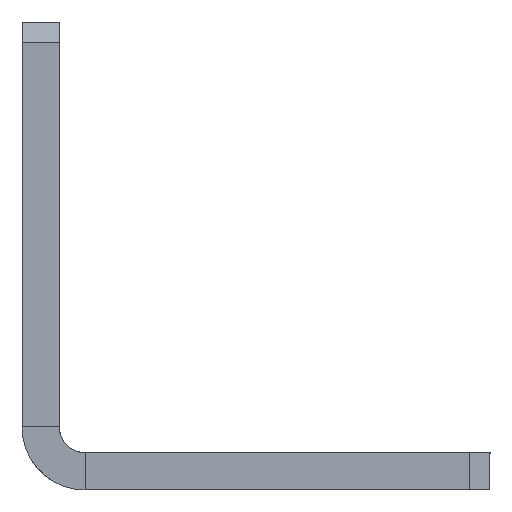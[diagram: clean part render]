
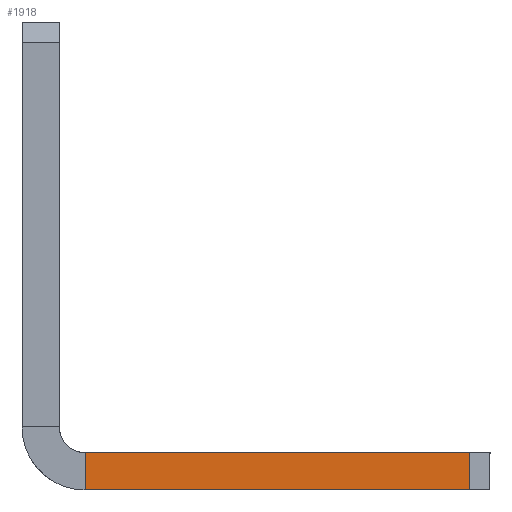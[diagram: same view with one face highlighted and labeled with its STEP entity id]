
A CAD part, left-side view. The second image highlights one B-rep face of the part: STEP entity #1918.
In plain terms, the highlighted planar face has unit normal (-1, 0, 0).
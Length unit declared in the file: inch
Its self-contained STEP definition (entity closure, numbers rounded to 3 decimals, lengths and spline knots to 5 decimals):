
#1682 = EDGE_CURVE ( 'NONE', #1683, #1701, #3264, .T. ) ;
#1683 = VERTEX_POINT ( 'NONE', #3260 ) ;
#1701 = VERTEX_POINT ( 'NONE', #3290 ) ;
#1916 = EDGE_LOOP ( 'NONE', ( #1919, #1920, #2314, #2296 ) ) ;
#1918 = ADVANCED_FACE ( 'NONE', ( #3311 ), #3309, .T. ) ;
#1919 = ORIENTED_EDGE ( 'NONE', *, *, #1682, .T. ) ;
#1920 = ORIENTED_EDGE ( 'NONE', *, *, #1921, .T. ) ;
#1921 = EDGE_CURVE ( 'NONE', #1701, #2065, #3310, .T. ) ;
#2061 = VERTEX_POINT ( 'NONE', #3630 ) ;
#2064 = EDGE_CURVE ( 'NONE', #2061, #2065, #3624, .T. ) ;
#2065 = VERTEX_POINT ( 'NONE', #3590 ) ;
#2296 = ORIENTED_EDGE ( 'NONE', *, *, #2297, .T. ) ;
#2297 = EDGE_CURVE ( 'NONE', #2061, #1683, #4345, .T. ) ;
#2314 = ORIENTED_EDGE ( 'NONE', *, *, #2064, .F. ) ;
#3260 = CARTESIAN_POINT ( 'NONE',  ( -3.75, -0.025, -0.2565 ) ) ;
#3261 = DIRECTION ( 'NONE',  ( 0., -1., 0. ) ) ;
#3262 = VECTOR ( 'NONE', #3261, 39.37008 ) ;
#3263 = CARTESIAN_POINT ( 'NONE',  ( -3.75, -0.416, -0.2565 ) ) ;
#3264 = LINE ( 'NONE', #3263, #3262 ) ;
#3290 = CARTESIAN_POINT ( 'NONE',  ( -3.75, -0.396, -0.2565 ) ) ;
#3302 = DIRECTION ( 'NONE',  ( 0., 0., 1. ) ) ;
#3303 = VECTOR ( 'NONE', #3302, 39.37008 ) ;
#3304 = CARTESIAN_POINT ( 'NONE',  ( -3.75, -0.396, -0.2565 ) ) ;
#3305 = DIRECTION ( 'NONE',  ( 0., 0., 1. ) ) ;
#3306 = DIRECTION ( 'NONE',  ( -1., 0., 0. ) ) ;
#3307 = CARTESIAN_POINT ( 'NONE',  ( -3.75, -0.416, -0.2565 ) ) ;
#3308 = AXIS2_PLACEMENT_3D ( 'NONE', #3307, #3306, #3305 ) ;
#3309 = PLANE ( 'NONE',  #3308 ) ;
#3310 = LINE ( 'NONE', #3304, #3303 ) ;
#3311 = FACE_OUTER_BOUND ( 'NONE', #1916, .T. ) ;
#3590 = CARTESIAN_POINT ( 'NONE',  ( -3.75, -0.396, -0.2205 ) ) ;
#3591 = DIRECTION ( 'NONE',  ( 0., -1., 0. ) ) ;
#3592 = VECTOR ( 'NONE', #3591, 39.37008 ) ;
#3593 = CARTESIAN_POINT ( 'NONE',  ( -3.75, 0., -0.2205 ) ) ;
#3624 = LINE ( 'NONE', #3593, #3592 ) ;
#3630 = CARTESIAN_POINT ( 'NONE',  ( -3.75, -0.025, -0.2205 ) ) ;
#4342 = DIRECTION ( 'NONE',  ( 0., 0., -1. ) ) ;
#4343 = VECTOR ( 'NONE', #4342, 39.37008 ) ;
#4344 = CARTESIAN_POINT ( 'NONE',  ( -3.75, -0.025, -0.2565 ) ) ;
#4345 = LINE ( 'NONE', #4344, #4343 ) ;
